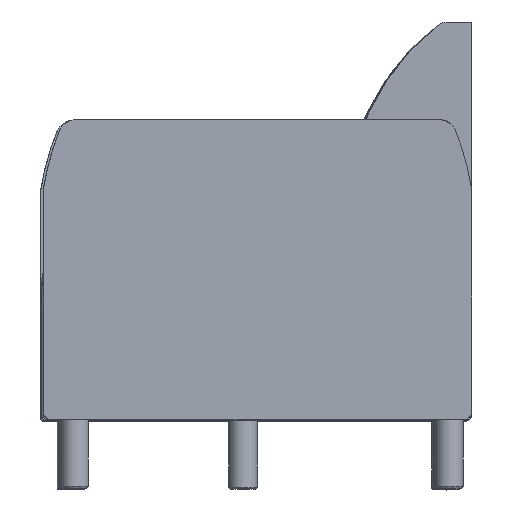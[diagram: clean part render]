
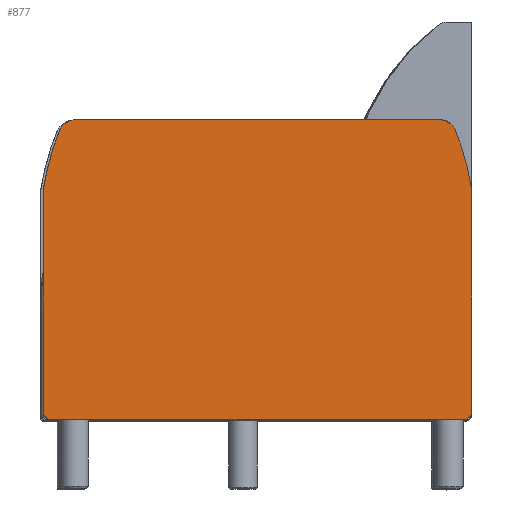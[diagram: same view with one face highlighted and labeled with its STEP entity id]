
A CAD part, top view. The second image highlights one B-rep face of the part: STEP entity #877.
In plain terms, the highlighted planar face has unit normal (0.003, 0, 1).
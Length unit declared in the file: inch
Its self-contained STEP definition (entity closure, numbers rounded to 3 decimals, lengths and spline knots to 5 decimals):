
#16=B_SPLINE_CURVE_WITH_KNOTS('',3,(#1728,#1729,#1730,#1731,#1732,#1733,
#1734,#1735,#1736,#1737,#1738,#1739,#1740,#1741,#1742,#1743,#1744,#1745,
#1746,#1747,#1748,#1749),.UNSPECIFIED.,.F.,.F.,(4,2,2,2,2,2,2,2,2,2,4),
(-4.79444,-4.48666,-4.06789,-3.64912,
-3.23035,-3.1271,-3.02386,-2.98982,
-2.97281,-2.9643,-2.95579),.UNSPECIFIED.);
#18=B_SPLINE_CURVE_WITH_KNOTS('',3,(#1842,#1843,#1844,#1845,#1846,#1847,
#1848,#1849,#1850,#1851,#1852,#1853,#1854,#1855,#1856,#1857,#1858,#1859,
#1860,#1861,#1862,#1863),.UNSPECIFIED.,.F.,.F.,(4,2,2,2,2,2,2,2,2,2,4),
(-4.79444,-4.78593,-4.77742,-4.7604,
-4.72637,-4.62312,-4.51988,-4.10111,-3.68234,
-3.26356,-2.95579),.UNSPECIFIED.);
#110=PLANE('',#977);
#157=FACE_OUTER_BOUND('',#213,.T.);
#213=EDGE_LOOP('',(#780,#781,#782,#783,#784,#785,#786,#787,#788,#789,#790,
#791));
#270=LINE('',#1867,#332);
#274=LINE('',#1880,#336);
#275=LINE('',#1884,#337);
#276=LINE('',#1887,#338);
#332=VECTOR('',#1219,25.84997);
#336=VECTOR('',#1231,15.688);
#337=VECTOR('',#1234,29.);
#338=VECTOR('',#1237,15.688);
#377=CIRCLE('',#963,1.);
#379=CIRCLE('',#966,17.08068);
#381=CIRCLE('',#969,17.08068);
#383=CIRCLE('',#972,1.);
#386=CIRCLE('',#978,0.5);
#387=CIRCLE('',#979,0.5);
#445=VERTEX_POINT('',#1639);
#446=VERTEX_POINT('',#1641);
#448=VERTEX_POINT('',#1647);
#450=VERTEX_POINT('',#1726);
#453=VERTEX_POINT('',#1754);
#454=VERTEX_POINT('',#1756);
#456=VERTEX_POINT('',#1762);
#458=VERTEX_POINT('',#1841);
#463=VERTEX_POINT('',#1879);
#464=VERTEX_POINT('',#1881);
#465=VERTEX_POINT('',#1883);
#466=VERTEX_POINT('',#1885);
#548=EDGE_CURVE('',#446,#445,#377,.T.);
#551=EDGE_CURVE('',#448,#446,#379,.T.);
#555=EDGE_CURVE('',#445,#450,#16,.T.);
#558=EDGE_CURVE('',#454,#453,#381,.T.);
#561=EDGE_CURVE('',#456,#454,#383,.T.);
#564=EDGE_CURVE('',#458,#456,#18,.T.);
#567=EDGE_CURVE('',#450,#458,#270,.T.);
#573=EDGE_CURVE('',#453,#463,#274,.T.);
#574=EDGE_CURVE('',#464,#463,#386,.T.);
#575=EDGE_CURVE('',#464,#465,#275,.T.);
#576=EDGE_CURVE('',#466,#465,#387,.T.);
#577=EDGE_CURVE('',#466,#448,#276,.T.);
#780=ORIENTED_EDGE('',*,*,#551,.T.);
#781=ORIENTED_EDGE('',*,*,#548,.T.);
#782=ORIENTED_EDGE('',*,*,#555,.T.);
#783=ORIENTED_EDGE('',*,*,#567,.T.);
#784=ORIENTED_EDGE('',*,*,#564,.T.);
#785=ORIENTED_EDGE('',*,*,#561,.T.);
#786=ORIENTED_EDGE('',*,*,#558,.T.);
#787=ORIENTED_EDGE('',*,*,#573,.T.);
#788=ORIENTED_EDGE('',*,*,#574,.F.);
#789=ORIENTED_EDGE('',*,*,#575,.T.);
#790=ORIENTED_EDGE('',*,*,#576,.F.);
#791=ORIENTED_EDGE('',*,*,#577,.T.);
#877=ADVANCED_FACE('',(#157),#110,.T.);
#963=AXIS2_PLACEMENT_3D('',#1642,#1189,#1190);
#966=AXIS2_PLACEMENT_3D('',#1648,#1196,#1197);
#969=AXIS2_PLACEMENT_3D('',#1757,#1205,#1206);
#972=AXIS2_PLACEMENT_3D('',#1763,#1212,#1213);
#977=AXIS2_PLACEMENT_3D('',#1878,#1229,#1230);
#978=AXIS2_PLACEMENT_3D('',#1882,#1232,#1233);
#979=AXIS2_PLACEMENT_3D('',#1886,#1235,#1236);
#1189=DIRECTION('center_axis',(0.,0.,1.));
#1190=DIRECTION('ref_axis',(-0.92,-0.392,0.));
#1196=DIRECTION('center_axis',(0.,0.,1.));
#1197=DIRECTION('ref_axis',(-0.989,-0.146,0.));
#1205=DIRECTION('center_axis',(0.,0.,1.));
#1206=DIRECTION('ref_axis',(0.92,-0.392,0.));
#1212=DIRECTION('center_axis',(0.,0.,1.));
#1213=DIRECTION('ref_axis',(0.662,-0.75,0.));
#1219=DIRECTION('',(-1.,0.,0.));
#1229=DIRECTION('center_axis',(0.,0.,1.));
#1230=DIRECTION('ref_axis',(1.,0.,0.));
#1231=DIRECTION('',(0.,-1.,0.));
#1232=DIRECTION('center_axis',(0.,0.,-1.));
#1233=DIRECTION('ref_axis',(-0.707,-0.707,0.));
#1234=DIRECTION('',(1.,0.,0.));
#1235=DIRECTION('center_axis',(0.,0.,-1.));
#1236=DIRECTION('ref_axis',(0.707,-0.707,0.));
#1237=DIRECTION('',(0.,1.,0.));
#1639=CARTESIAN_POINT('',(16.89303,10.97274,4.));
#1641=CARTESIAN_POINT('',(17.15127,10.61478,4.));
#1642=CARTESIAN_POINT('Origin',(16.23116,10.22312,4.));
#1647=CARTESIAN_POINT('',(18.33397,6.41074,4.));
#1648=CARTESIAN_POINT('Origin',(1.43513,3.92505,4.));
#1726=CARTESIAN_POINT('',(16.25896,11.22274,4.));
#1728=CARTESIAN_POINT('Ctrl Pts',(16.89303,10.97274,4.));
#1729=CARTESIAN_POINT('Ctrl Pts',(16.86277,10.99945,4.));
#1730=CARTESIAN_POINT('Ctrl Pts',(16.83079,11.02442,4.));
#1731=CARTESIAN_POINT('Ctrl Pts',(16.75194,11.07859,4.));
#1732=CARTESIAN_POINT('Ctrl Pts',(16.70387,11.10603,4.));
#1733=CARTESIAN_POINT('Ctrl Pts',(16.60478,11.15231,4.));
#1734=CARTESIAN_POINT('Ctrl Pts',(16.55379,11.17112,4.));
#1735=CARTESIAN_POINT('Ctrl Pts',(16.45201,11.19986,4.));
#1736=CARTESIAN_POINT('Ctrl Pts',(16.40119,11.20978,4.));
#1737=CARTESIAN_POINT('Ctrl Pts',(16.34042,11.21721,4.));
#1738=CARTESIAN_POINT('Ctrl Pts',(16.3272,11.21859,4.));
#1739=CARTESIAN_POINT('Ctrl Pts',(16.30094,11.22077,4.));
#1740=CARTESIAN_POINT('Ctrl Pts',(16.28783,11.22158,4.));
#1741=CARTESIAN_POINT('Ctrl Pts',(16.27262,11.22227,4.));
#1742=CARTESIAN_POINT('Ctrl Pts',(16.26862,11.22243,4.));
#1743=CARTESIAN_POINT('Ctrl Pts',(16.26364,11.2226,4.));
#1744=CARTESIAN_POINT('Ctrl Pts',(16.26217,11.22264,4.));
#1745=CARTESIAN_POINT('Ctrl Pts',(16.26044,11.22269,4.));
#1746=CARTESIAN_POINT('Ctrl Pts',(16.25995,11.22271,4.));
#1747=CARTESIAN_POINT('Ctrl Pts',(16.25921,11.22273,4.));
#1748=CARTESIAN_POINT('Ctrl Pts',(16.25896,11.22274,4.));
#1749=CARTESIAN_POINT('Ctrl Pts',(16.25896,11.22274,4.));
#1754=CARTESIAN_POINT('',(-11.66603,6.41074,4.));
#1756=CARTESIAN_POINT('',(-10.48332,10.61478,4.));
#1757=CARTESIAN_POINT('Origin',(5.23281,3.92505,4.));
#1762=CARTESIAN_POINT('',(-10.22509,10.97274,4.));
#1763=CARTESIAN_POINT('Origin',(-9.56321,10.22312,4.));
#1841=CARTESIAN_POINT('',(-9.59101,11.22274,4.));
#1842=CARTESIAN_POINT('Ctrl Pts',(-9.59101,11.22274,4.));
#1843=CARTESIAN_POINT('Ctrl Pts',(-9.59101,11.22274,4.));
#1844=CARTESIAN_POINT('Ctrl Pts',(-9.59127,11.22273,4.));
#1845=CARTESIAN_POINT('Ctrl Pts',(-9.59201,11.22271,4.));
#1846=CARTESIAN_POINT('Ctrl Pts',(-9.5925,11.22269,4.));
#1847=CARTESIAN_POINT('Ctrl Pts',(-9.59423,11.22264,4.));
#1848=CARTESIAN_POINT('Ctrl Pts',(-9.59569,11.2226,4.));
#1849=CARTESIAN_POINT('Ctrl Pts',(-9.60068,11.22243,4.));
#1850=CARTESIAN_POINT('Ctrl Pts',(-9.60467,11.22227,4.));
#1851=CARTESIAN_POINT('Ctrl Pts',(-9.61988,11.22158,4.));
#1852=CARTESIAN_POINT('Ctrl Pts',(-9.633,11.22077,4.));
#1853=CARTESIAN_POINT('Ctrl Pts',(-9.65926,11.21859,4.));
#1854=CARTESIAN_POINT('Ctrl Pts',(-9.67247,11.21721,4.));
#1855=CARTESIAN_POINT('Ctrl Pts',(-9.73325,11.20978,4.));
#1856=CARTESIAN_POINT('Ctrl Pts',(-9.78407,11.19986,4.));
#1857=CARTESIAN_POINT('Ctrl Pts',(-9.88585,11.17112,4.));
#1858=CARTESIAN_POINT('Ctrl Pts',(-9.93684,11.15231,4.));
#1859=CARTESIAN_POINT('Ctrl Pts',(-10.03593,11.10603,4.));
#1860=CARTESIAN_POINT('Ctrl Pts',(-10.084,11.07859,4.));
#1861=CARTESIAN_POINT('Ctrl Pts',(-10.16285,11.02442,4.));
#1862=CARTESIAN_POINT('Ctrl Pts',(-10.19483,10.99945,4.));
#1863=CARTESIAN_POINT('Ctrl Pts',(-10.22509,10.97274,4.));
#1867=CARTESIAN_POINT('',(18.33397,11.22274,4.));
#1878=CARTESIAN_POINT('Origin',(3.33397,0.72274,4.));
#1879=CARTESIAN_POINT('',(-11.66603,-9.27726,4.));
#1880=CARTESIAN_POINT('',(-11.66603,11.22274,4.));
#1881=CARTESIAN_POINT('',(-11.16603,-9.77726,4.));
#1882=CARTESIAN_POINT('Origin',(-11.16603,-9.27726,4.));
#1883=CARTESIAN_POINT('',(17.83397,-9.77726,4.));
#1884=CARTESIAN_POINT('',(-11.66603,-9.77726,4.));
#1885=CARTESIAN_POINT('',(18.33397,-9.27726,4.));
#1886=CARTESIAN_POINT('Origin',(17.83397,-9.27726,4.));
#1887=CARTESIAN_POINT('',(18.33397,-9.77726,4.));
